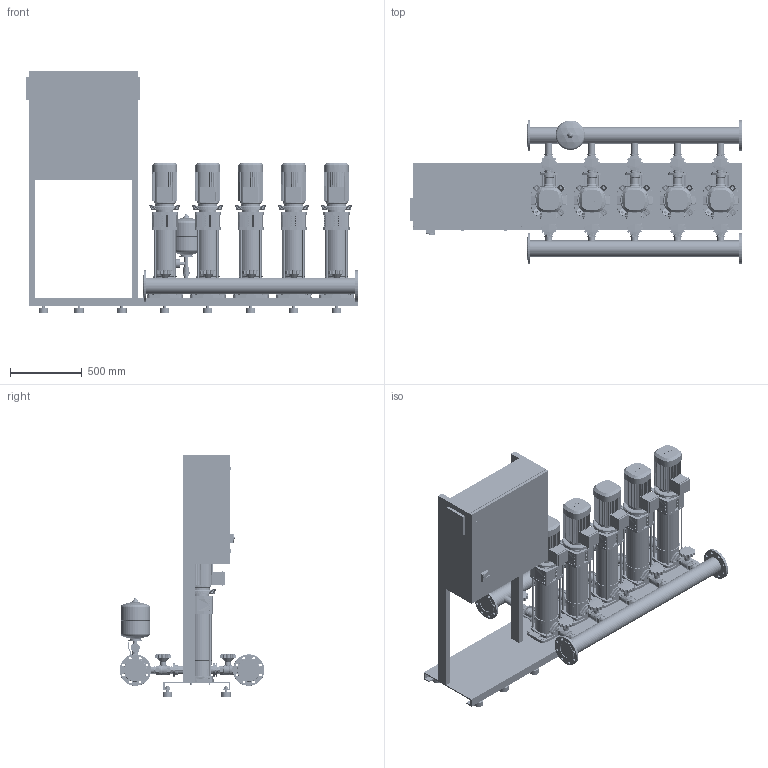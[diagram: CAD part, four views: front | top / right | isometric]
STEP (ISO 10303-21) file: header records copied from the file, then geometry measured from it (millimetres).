
FILE_DESCRIPTION((''),'2;1');
FILE_NAME('3d_COR-5HELIXV1007_K_CC-2534207.stp','2016-01-22T12:57:35',(''),(''),'Mechanical Desktop 2009','Mechanical Desktop 2009',', , ');
FILE_SCHEMA(('CONFIG_CONTROL_DESIGN'));
Length unit declared in the file: millimetre
Products named in the file (1): Product
Bounding box: 2320 x 1012 x 1685 mm (x, y, z)
Volume: 331179905 mm3; surface area: 16523600.6 mm2
Topology: 248 solids, 248 shells, 7322 faces, 18660 edges, 12163 vertices
Faces by surface type: plane 2771, cylinder 2196, bspline 1791, cone 398, torus 134, sphere 32
Entity records: 238875 total; most frequent: CARTESIAN_POINT 62365, ORIENTED_EDGE 37264, DIRECTION 35388, EDGE_CURVE 18632, AXIS2_PLACEMENT_3D 12272, VERTEX_POINT 12158, VECTOR 10844, LINE 10844
